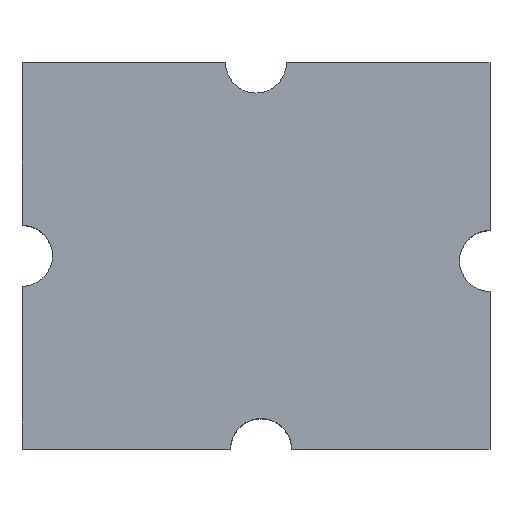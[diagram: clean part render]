
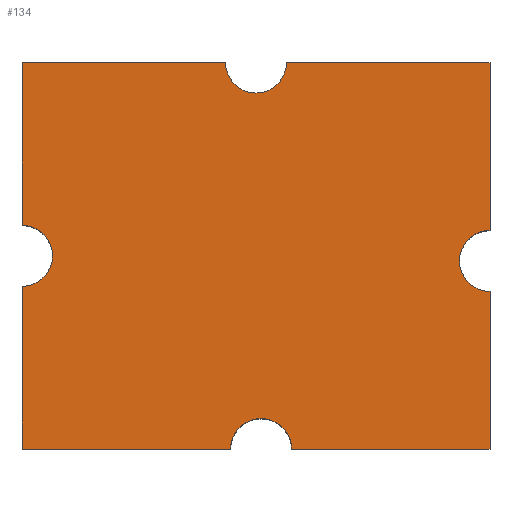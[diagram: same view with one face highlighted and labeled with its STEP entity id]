
A CAD part, top view. The second image highlights one B-rep face of the part: STEP entity #134.
In plain terms, the highlighted planar face has unit normal (0, 0, 1).
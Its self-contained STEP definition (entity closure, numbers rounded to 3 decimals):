
#120=PLANE('',#385);
#134=ADVANCED_FACE('',(#152),#120,.T.);
#152=FACE_OUTER_BOUND('',#166,.T.);
#166=EDGE_LOOP('',(#272,#273,#274,#275,#276,#277,#278,#279,#280,#281,#282,
#283));
#172=LINE('',#475,#200);
#175=LINE('',#481,#203);
#179=LINE('',#493,#207);
#182=LINE('',#499,#210);
#186=LINE('',#511,#214);
#189=LINE('',#517,#217);
#193=LINE('',#529,#221);
#195=LINE('',#532,#223);
#200=VECTOR('',#399,1.);
#203=VECTOR('',#404,1.);
#207=VECTOR('',#416,1.);
#210=VECTOR('',#421,1.);
#214=VECTOR('',#433,1.);
#217=VECTOR('',#438,1.);
#221=VECTOR('',#450,1.);
#223=VECTOR('',#454,1.);
#272=ORIENTED_EDGE('',*,*,#322,.F.);
#273=ORIENTED_EDGE('',*,*,#326,.F.);
#274=ORIENTED_EDGE('',*,*,#329,.F.);
#275=ORIENTED_EDGE('',*,*,#332,.F.);
#276=ORIENTED_EDGE('',*,*,#335,.F.);
#277=ORIENTED_EDGE('',*,*,#338,.F.);
#278=ORIENTED_EDGE('',*,*,#341,.F.);
#279=ORIENTED_EDGE('',*,*,#344,.F.);
#280=ORIENTED_EDGE('',*,*,#347,.F.);
#281=ORIENTED_EDGE('',*,*,#350,.F.);
#282=ORIENTED_EDGE('',*,*,#353,.F.);
#283=ORIENTED_EDGE('',*,*,#355,.F.);
#298=VERTEX_POINT('',#466);
#299=VERTEX_POINT('',#468);
#301=VERTEX_POINT('',#474);
#303=VERTEX_POINT('',#480);
#305=VERTEX_POINT('',#486);
#307=VERTEX_POINT('',#492);
#309=VERTEX_POINT('',#498);
#311=VERTEX_POINT('',#504);
#313=VERTEX_POINT('',#510);
#315=VERTEX_POINT('',#516);
#317=VERTEX_POINT('',#522);
#319=VERTEX_POINT('',#528);
#322=EDGE_CURVE('',#298,#299,#357,.T.);
#326=EDGE_CURVE('',#301,#298,#172,.T.);
#329=EDGE_CURVE('',#303,#301,#175,.T.);
#332=EDGE_CURVE('',#305,#303,#359,.T.);
#335=EDGE_CURVE('',#307,#305,#179,.T.);
#338=EDGE_CURVE('',#309,#307,#182,.T.);
#341=EDGE_CURVE('',#311,#309,#361,.T.);
#344=EDGE_CURVE('',#313,#311,#186,.T.);
#347=EDGE_CURVE('',#315,#313,#189,.T.);
#350=EDGE_CURVE('',#317,#315,#363,.T.);
#353=EDGE_CURVE('',#319,#317,#193,.T.);
#355=EDGE_CURVE('',#299,#319,#195,.T.);
#357=CIRCLE('',#366,0.015);
#359=CIRCLE('',#371,0.015);
#361=CIRCLE('',#376,0.015);
#363=CIRCLE('',#381,0.015);
#366=AXIS2_PLACEMENT_3D('',#467,#392,#393);
#371=AXIS2_PLACEMENT_3D('',#487,#410,#411);
#376=AXIS2_PLACEMENT_3D('',#505,#427,#428);
#381=AXIS2_PLACEMENT_3D('',#523,#444,#445);
#385=AXIS2_PLACEMENT_3D('',#534,#457,#458);
#392=DIRECTION('',(0.,0.,1.));
#393=DIRECTION('',(1.,0.,0.));
#399=DIRECTION('',(-1.,0.,0.));
#404=DIRECTION('',(0.,-1.,0.));
#410=DIRECTION('',(0.,0.,1.));
#411=DIRECTION('',(1.,0.,0.));
#416=DIRECTION('',(0.,-1.,0.));
#421=DIRECTION('',(1.,0.,0.));
#427=DIRECTION('',(0.,0.,1.));
#428=DIRECTION('',(1.,0.,0.));
#433=DIRECTION('',(1.,0.,0.));
#438=DIRECTION('',(0.,1.,0.));
#444=DIRECTION('',(0.,0.,1.));
#445=DIRECTION('',(1.,0.,0.));
#450=DIRECTION('',(0.,1.,0.));
#454=DIRECTION('',(-1.,0.,0.));
#457=DIRECTION('',(0.,0.,1.));
#458=DIRECTION('',(-1.,0.,0.));
#466=CARTESIAN_POINT('',(0.518,0.155,0.25));
#467=CARTESIAN_POINT('',(0.503,0.155,0.25));
#468=CARTESIAN_POINT('',(0.488,0.155,0.25));
#474=CARTESIAN_POINT('',(0.615,0.155,0.25));
#475=CARTESIAN_POINT('',(0.5,0.155,0.25));
#480=CARTESIAN_POINT('',(0.615,0.233,0.25));
#481=CARTESIAN_POINT('',(0.615,0.25,0.25));
#486=CARTESIAN_POINT('',(0.615,0.263,0.25));
#487=CARTESIAN_POINT('',(0.615,0.248,0.25));
#492=CARTESIAN_POINT('',(0.615,0.345,0.25));
#493=CARTESIAN_POINT('',(0.615,0.25,0.25));
#498=CARTESIAN_POINT('',(0.515,0.345,0.25));
#499=CARTESIAN_POINT('',(0.5,0.345,0.25));
#504=CARTESIAN_POINT('',(0.485,0.345,0.25));
#505=CARTESIAN_POINT('',(0.5,0.345,0.25));
#510=CARTESIAN_POINT('',(0.385,0.345,0.25));
#511=CARTESIAN_POINT('',(0.5,0.345,0.25));
#516=CARTESIAN_POINT('',(0.385,0.265,0.25));
#517=CARTESIAN_POINT('',(0.385,0.25,0.25));
#522=CARTESIAN_POINT('',(0.385,0.235,0.25));
#523=CARTESIAN_POINT('',(0.385,0.25,0.25));
#528=CARTESIAN_POINT('',(0.385,0.155,0.25));
#529=CARTESIAN_POINT('',(0.385,0.25,0.25));
#532=CARTESIAN_POINT('',(0.5,0.155,0.25));
#534=CARTESIAN_POINT('',(0.5,0.25,0.25));
